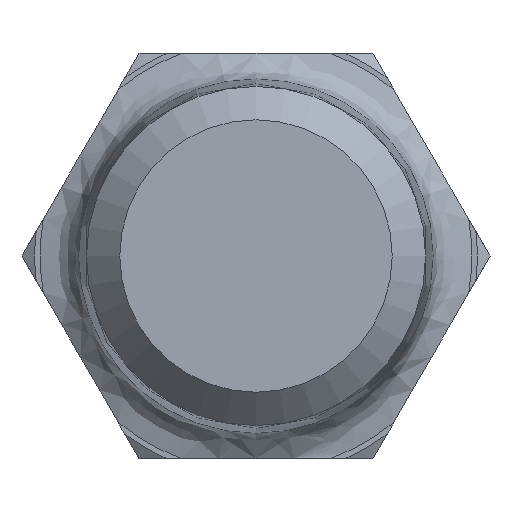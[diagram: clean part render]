
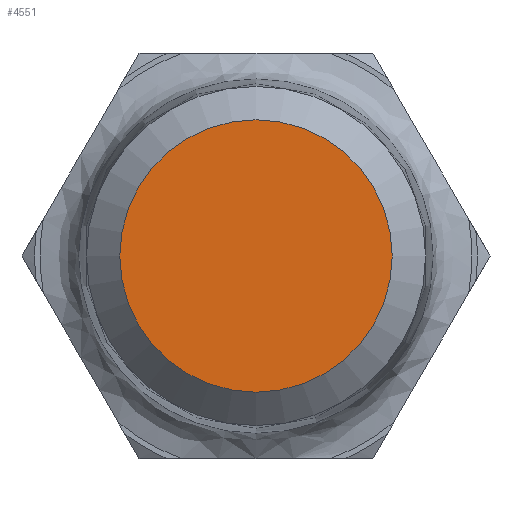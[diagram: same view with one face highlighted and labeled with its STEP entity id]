
A CAD part, left-side view. The second image highlights one B-rep face of the part: STEP entity #4551.
In plain terms, the highlighted planar face has unit normal (-1, 0, 0).
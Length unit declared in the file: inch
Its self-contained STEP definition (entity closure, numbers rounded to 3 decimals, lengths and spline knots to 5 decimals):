
#4508=CARTESIAN_POINT('',(-0.82,0.,0.21));
#4509=VERTEX_POINT('',#4508);
#4510=CARTESIAN_POINT('',(-0.82,0.,0.));
#4511=DIRECTION('',(1.0,0.0,0.0));
#4512=DIRECTION('',(0.0,0.0,-1.0));
#4513=AXIS2_PLACEMENT_3D('',#4510,#4511,#4512);
#4514=CIRCLE('',#4513,0.21);
#4515=EDGE_CURVE('',#4509,#4509,#4514,.T.);
#4543=CARTESIAN_POINT('',(-0.82,0.,0.));
#4544=DIRECTION('',(1.0,0.0,0.0));
#4545=DIRECTION('',(0.0,0.0,-1.0));
#4546=AXIS2_PLACEMENT_3D('',#4543,#4544,#4545);
#4547=PLANE('',#4546);
#4548=ORIENTED_EDGE('',*,*,#4515,.F.);
#4549=EDGE_LOOP('',(#4548));
#4550=FACE_OUTER_BOUND('',#4549,.T.);
#4551=ADVANCED_FACE('',(#4550),#4547,.F.);
